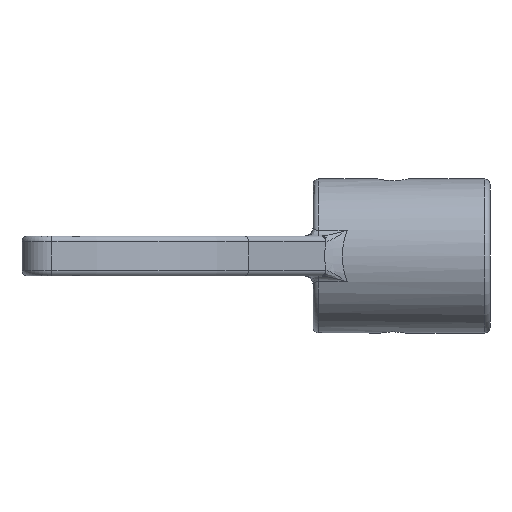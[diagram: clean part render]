
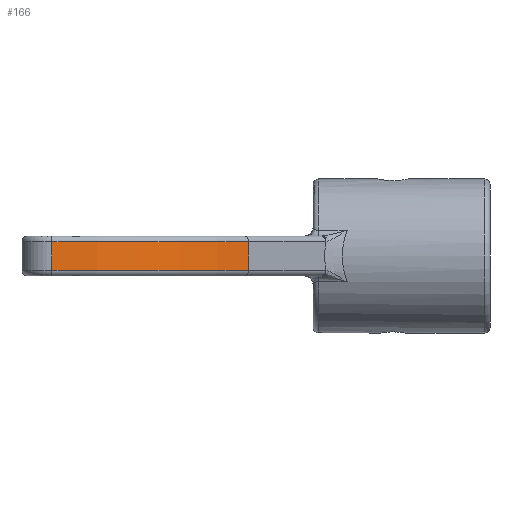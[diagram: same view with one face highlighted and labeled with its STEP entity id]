
A CAD part, front view. The second image highlights one B-rep face of the part: STEP entity #166.
In plain terms, the highlighted cylindrical face has radius 48 mm (diameter 96 mm), a partial arc.
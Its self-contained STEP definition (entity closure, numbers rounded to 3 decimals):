
#166 = ADVANCED_FACE( '', ( #389 ), #390, .T. );
#389 = FACE_OUTER_BOUND( '', #1040, .T. );
#390 = CYLINDRICAL_SURFACE( '', #1041, 48. );
#1040 = EDGE_LOOP( '', ( #2201, #2202, #2203, #2204 ) );
#1041 = AXIS2_PLACEMENT_3D( '', #2205, #2206, #2207 );
#2201 = ORIENTED_EDGE( '', *, *, #2840, .T. );
#2202 = ORIENTED_EDGE( '', *, *, #2841, .T. );
#2203 = ORIENTED_EDGE( '', *, *, #2804, .F. );
#2204 = ORIENTED_EDGE( '', *, *, #2842, .T. );
#2205 = CARTESIAN_POINT( '', ( 0., 0., 3.5 ) );
#2206 = DIRECTION( '', ( 0., 0., 1. ) );
#2207 = DIRECTION( '', ( -1., 0., 0. ) );
#2804 = EDGE_CURVE( '', #3163, #3164, #3165, .T. );
#2840 = EDGE_CURVE( '', #3219, #3220, #3221, .T. );
#2841 = EDGE_CURVE( '', #3220, #3164, #3222, .T. );
#2842 = EDGE_CURVE( '', #3163, #3219, #3223, .F. );
#3163 = VERTEX_POINT( '', #3775 );
#3164 = VERTEX_POINT( '', #3776 );
#3165 = LINE( '', #3777, #3778 );
#3219 = VERTEX_POINT( '', #4158 );
#3220 = VERTEX_POINT( '', #4159 );
#3221 = LINE( '', #4160, #4161 );
#3222 = CIRCLE( '', #4162, 48. );
#3223 = CIRCLE( '', #4163, 48. );
#3775 = CARTESIAN_POINT( '', ( 36.77, -30.854, 2.51 ) );
#3776 = CARTESIAN_POINT( '', ( 36.77, -30.854, -2.51 ) );
#3777 = CARTESIAN_POINT( '', ( 36.77, -30.854, 3.5 ) );
#3778 = VECTOR( '', #4885, 1000. );
#4158 = CARTESIAN_POINT( '', ( 2.316, -47.944, 2.51 ) );
#4159 = CARTESIAN_POINT( '', ( 2.316, -47.944, -2.51 ) );
#4160 = CARTESIAN_POINT( '', ( 2.316, -47.944, 3.5 ) );
#4161 = VECTOR( '', #4930, 1000. );
#4162 = AXIS2_PLACEMENT_3D( '', #4931, #4932, #4933 );
#4163 = AXIS2_PLACEMENT_3D( '', #4934, #4935, #4936 );
#4885 = DIRECTION( '', ( 0., 0., -1. ) );
#4930 = DIRECTION( '', ( 0., 0., -1. ) );
#4931 = CARTESIAN_POINT( '', ( 0., 0., -2.51 ) );
#4932 = DIRECTION( '', ( 0., 0., 1. ) );
#4933 = DIRECTION( '', ( 1., 0., 0. ) );
#4934 = CARTESIAN_POINT( '', ( 0., 0., 2.51 ) );
#4935 = DIRECTION( '', ( 0., 0., 1. ) );
#4936 = DIRECTION( '', ( 1., 0., 0. ) );
